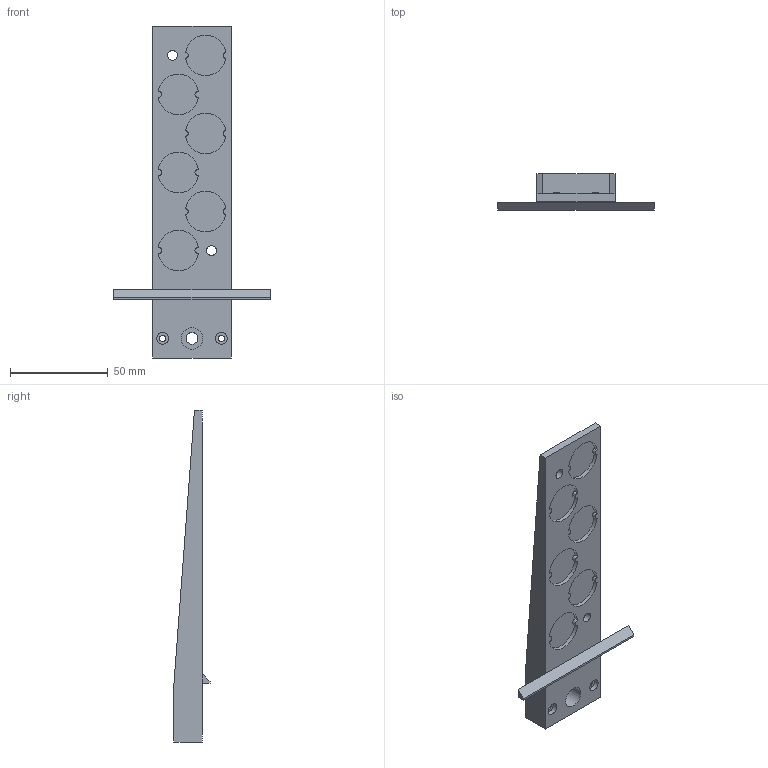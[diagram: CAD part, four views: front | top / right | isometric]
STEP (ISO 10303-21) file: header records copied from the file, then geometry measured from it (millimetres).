
FILE_DESCRIPTION(/* description */ (''),/* implementation_level */ '2;1');
FILE_NAME(/* name */ 'wash_led_arm v8.step',/* time_stamp */ '2022-02-19T17:52:31+01:00',/* author */ (''),/* organization */ (''),/* preprocessor_version */ 'ST-DEVELOPER v18.1',/* originating_system */ 'Autodesk Translation Framework v10.13.0.1454',/* authorisation */ '');
FILE_SCHEMA (('AUTOMOTIVE_DESIGN { 1 0 10303 214 3 1 1 }'));
Length unit declared in the file: millimetre
Products named in the file (1): wash_led_arm
Bounding box: 80 x 18.5 x 170 mm (x, y, z)
Volume: 39662.8 mm3; surface area: 22590.9 mm2
Topology: 2 solids, 2 shells, 65 faces, 146 edges, 96 vertices
Faces by surface type: cylinder 36, plane 29
Full cylindrical faces by diameter (mm): 2.9 x2, 3 x2, 3.2 x2, 5 x2, 6 x3, 11 x1
Entity records: 1900 total; most frequent: DIRECTION 350, CARTESIAN_POINT 308, ORIENTED_EDGE 292, EDGE_CURVE 146, AXIS2_PLACEMENT_3D 138, VERTEX_POINT 96, EDGE_LOOP 90, LINE 74
